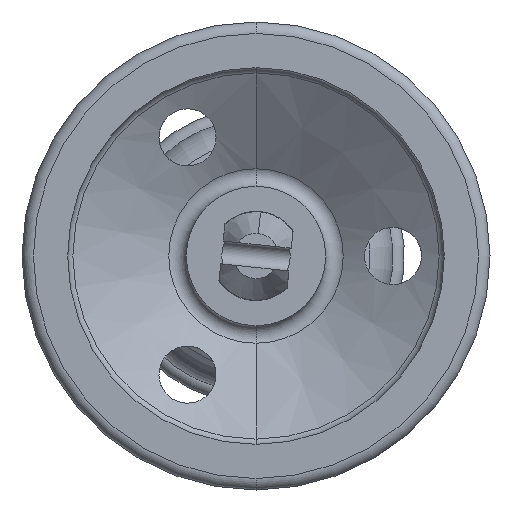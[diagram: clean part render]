
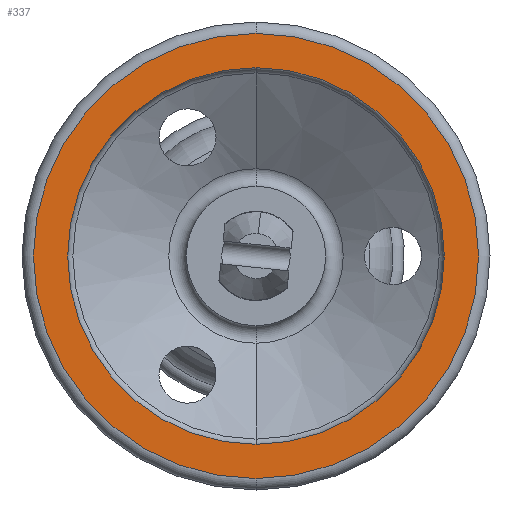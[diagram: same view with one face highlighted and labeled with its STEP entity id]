
A CAD part, front view. The second image highlights one B-rep face of the part: STEP entity #337.
In plain terms, the highlighted planar face has unit normal (0, -1, 0).
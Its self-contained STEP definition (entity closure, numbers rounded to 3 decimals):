
#337 = ADVANCED_FACE ( 'NONE', ( #2096, #2114 ), #2788, .F. ) ;
#495 = AXIS2_PLACEMENT_3D ( 'NONE', #2793, #2785, #2784 ) ;
#655 = CARTESIAN_POINT ( 'NONE',  ( -21.422, -10.968, 10.263 ) ) ;
#656 = DIRECTION ( 'NONE',  ( 0., 1., 0. ) ) ;
#657 = DIRECTION ( 'NONE',  ( 0., 0., 1. ) ) ;
#658 = CARTESIAN_POINT ( 'NONE',  ( -21.422, -10.968, 10.263 ) ) ;
#659 = DIRECTION ( 'NONE',  ( 0., 1., 0. ) ) ;
#660 = DIRECTION ( 'NONE',  ( 0., 0., 1. ) ) ;
#973 = CARTESIAN_POINT ( 'NONE',  ( -21.422, -10.968, 10.263 ) ) ;
#974 = DIRECTION ( 'NONE',  ( 0., 1., 0. ) ) ;
#975 = DIRECTION ( 'NONE',  ( 0., 0., 1. ) ) ;
#1408 = VERTEX_POINT ( 'NONE', #1649 ) ;
#1416 = VERTEX_POINT ( 'NONE', #1654 ) ;
#1430 = VERTEX_POINT ( 'NONE', #1656 ) ;
#1438 = VERTEX_POINT ( 'NONE', #1667 ) ;
#1556 = ORIENTED_EDGE ( 'NONE', *, *, #2939, .F. ) ;
#1558 = ORIENTED_EDGE ( 'NONE', *, *, #2890, .T. ) ;
#1560 = ORIENTED_EDGE ( 'NONE', *, *, #2940, .T. ) ;
#1565 = ORIENTED_EDGE ( 'NONE', *, *, #2896, .F. ) ;
#1649 = CARTESIAN_POINT ( 'NONE',  ( -21.422, -10.968, 20.013 ) ) ;
#1654 = CARTESIAN_POINT ( 'NONE',  ( -21.422, -10.968, 2.013 ) ) ;
#1656 = CARTESIAN_POINT ( 'NONE',  ( -21.422, -10.968, 0.513 ) ) ;
#1667 = CARTESIAN_POINT ( 'NONE',  ( -21.422, -10.968, 18.513 ) ) ;
#1789 = CARTESIAN_POINT ( 'NONE',  ( -21.422, -10.968, 10.263 ) ) ;
#1790 = DIRECTION ( 'NONE',  ( 0., 1., 0. ) ) ;
#1791 = DIRECTION ( 'NONE',  ( 0., 0., 1. ) ) ;
#1960 = EDGE_LOOP ( 'NONE', ( #1565, #1556 ) ) ;
#2009 = EDGE_LOOP ( 'NONE', ( #1560, #1558 ) ) ;
#2096 = FACE_OUTER_BOUND ( 'NONE', #1960, .T. ) ;
#2114 = FACE_BOUND ( 'NONE', #2009, .T. ) ;
#2190 = AXIS2_PLACEMENT_3D ( 'NONE', #1789, #1790, #1791 ) ;
#2193 = AXIS2_PLACEMENT_3D ( 'NONE', #973, #974, #975 ) ;
#2222 = AXIS2_PLACEMENT_3D ( 'NONE', #655, #656, #657 ) ;
#2223 = AXIS2_PLACEMENT_3D ( 'NONE', #658, #659, #660 ) ;
#2462 = CIRCLE ( 'NONE', #2190, 8.25 ) ;
#2477 = CIRCLE ( 'NONE', #2193, 9.75 ) ;
#2527 = CIRCLE ( 'NONE', #2222, 9.75 ) ;
#2528 = CIRCLE ( 'NONE', #2223, 8.25 ) ;
#2784 = DIRECTION ( 'NONE',  ( 0., 0., 1. ) ) ;
#2785 = DIRECTION ( 'NONE',  ( 0., 1., 0. ) ) ;
#2788 = PLANE ( 'NONE',  #495 ) ;
#2793 = CARTESIAN_POINT ( 'NONE',  ( -21.422, -10.968, 18.513 ) ) ;
#2890 = EDGE_CURVE ( 'NONE', #1416, #1438, #2462, .T. ) ;
#2896 = EDGE_CURVE ( 'NONE', #1408, #1430, #2477, .T. ) ;
#2939 = EDGE_CURVE ( 'NONE', #1430, #1408, #2527, .T. ) ;
#2940 = EDGE_CURVE ( 'NONE', #1438, #1416, #2528, .T. ) ;
